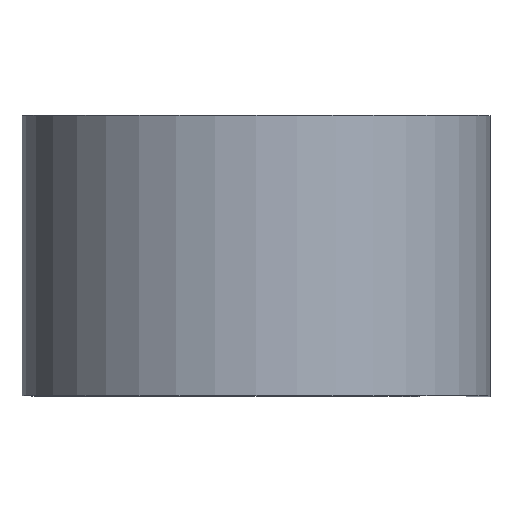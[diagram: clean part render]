
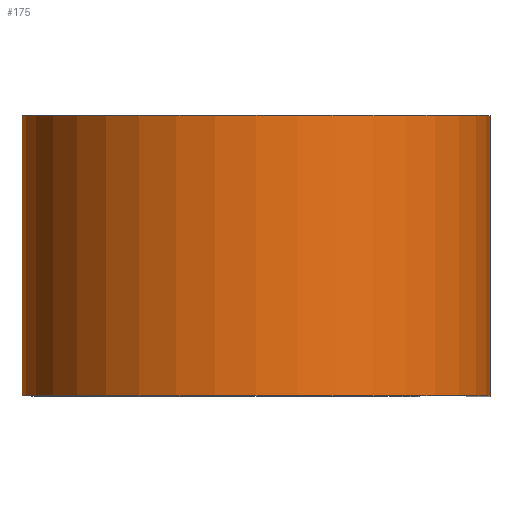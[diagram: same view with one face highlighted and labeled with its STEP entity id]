
A CAD part, top view. The second image highlights one B-rep face of the part: STEP entity #175.
In plain terms, the highlighted cylindrical face has radius 7.95 mm (diameter 15.9 mm), a partial arc.
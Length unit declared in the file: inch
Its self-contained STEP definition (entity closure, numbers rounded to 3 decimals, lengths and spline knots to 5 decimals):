
#14 = CIRCLE ( 'NONE', #264, 0.313 ) ;
#15 = DIRECTION ( 'NONE',  ( 0., 1., 0. ) ) ;
#20 = VERTEX_POINT ( 'NONE', #202 ) ;
#70 = CYLINDRICAL_SURFACE ( 'NONE', #628, 0.313 ) ;
#71 = ORIENTED_EDGE ( 'NONE', *, *, #447, .T. ) ;
#103 = CIRCLE ( 'NONE', #436, 0.313 ) ;
#134 = CARTESIAN_POINT ( 'NONE',  ( 0.313, 0.1875, 0. ) ) ;
#138 = ORIENTED_EDGE ( 'NONE', *, *, #468, .F. ) ;
#143 = VERTEX_POINT ( 'NONE', #275 ) ;
#160 = DIRECTION ( 'NONE',  ( 0., 1., 0. ) ) ;
#170 = ORIENTED_EDGE ( 'NONE', *, *, #398, .F. ) ;
#175 = ADVANCED_FACE ( 'NONE', ( #374 ), #70, .T. ) ;
#202 = CARTESIAN_POINT ( 'NONE',  ( 0., 0.1875, -0.313 ) ) ;
#211 = DIRECTION ( 'NONE',  ( 1., 0., 0. ) ) ;
#248 = CARTESIAN_POINT ( 'NONE',  ( 0., -0.1875, -0.313 ) ) ;
#258 = CARTESIAN_POINT ( 'NONE',  ( 0., -0.1875, 0. ) ) ;
#264 = AXIS2_PLACEMENT_3D ( 'NONE', #360, #160, #595 ) ;
#270 = EDGE_LOOP ( 'NONE', ( #321, #170, #138, #71 ) ) ;
#275 = CARTESIAN_POINT ( 'NONE',  ( 0.313, 0.1875, 0. ) ) ;
#303 = DIRECTION ( 'NONE',  ( 0., -1., 0. ) ) ;
#321 = ORIENTED_EDGE ( 'NONE', *, *, #411, .T. ) ;
#339 = DIRECTION ( 'NONE',  ( 0., -1., 0. ) ) ;
#348 = VERTEX_POINT ( 'NONE', #248 ) ;
#360 = CARTESIAN_POINT ( 'NONE',  ( 0., 0.1875, 0. ) ) ;
#361 = VECTOR ( 'NONE', #606, 39.37008 ) ;
#374 = FACE_OUTER_BOUND ( 'NONE', #270, .T. ) ;
#398 = EDGE_CURVE ( 'NONE', #143, #476, #579, .T. ) ;
#411 = EDGE_CURVE ( 'NONE', #348, #476, #103, .T. ) ;
#417 = CARTESIAN_POINT ( 'NONE',  ( 0., 0.1875, -0.313 ) ) ;
#436 = AXIS2_PLACEMENT_3D ( 'NONE', #258, #15, #211 ) ;
#447 = EDGE_CURVE ( 'NONE', #20, #348, #604, .T. ) ;
#458 = CARTESIAN_POINT ( 'NONE',  ( 0.313, -0.1875, 0. ) ) ;
#468 = EDGE_CURVE ( 'NONE', #20, #143, #14, .T. ) ;
#476 = VERTEX_POINT ( 'NONE', #458 ) ;
#517 = CARTESIAN_POINT ( 'NONE',  ( 0., 0.1875, 0. ) ) ;
#528 = DIRECTION ( 'NONE',  ( 0., 0., -1. ) ) ;
#579 = LINE ( 'NONE', #134, #361 ) ;
#594 = VECTOR ( 'NONE', #303, 39.37008 ) ;
#595 = DIRECTION ( 'NONE',  ( 1., 0., 0. ) ) ;
#604 = LINE ( 'NONE', #417, #594 ) ;
#606 = DIRECTION ( 'NONE',  ( 0., -1., 0. ) ) ;
#628 = AXIS2_PLACEMENT_3D ( 'NONE', #517, #339, #528 ) ;
